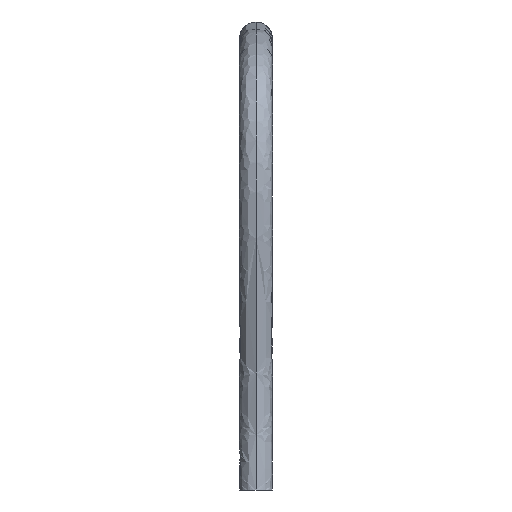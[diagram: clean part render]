
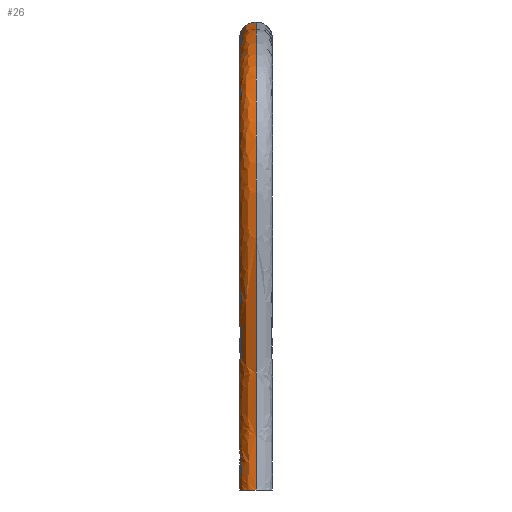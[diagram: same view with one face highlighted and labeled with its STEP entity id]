
A CAD part, left-side view. The second image highlights one B-rep face of the part: STEP entity #26.
In plain terms, the highlighted free-form (B-spline) face has degree [3, 3] with [8, 11] control points.
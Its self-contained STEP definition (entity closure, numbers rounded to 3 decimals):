
#26=ADVANCED_FACE($,(#30),#58,.T.);
#30=FACE_OUTER_BOUND($,#34,.T.);
#34=EDGE_LOOP($,(#40,#41,#42,#43));
#40=ORIENTED_EDGE($,*,*,#51,.T.);
#41=ORIENTED_EDGE($,*,*,#48,.F.);
#42=ORIENTED_EDGE($,*,*,#50,.F.);
#43=ORIENTED_EDGE($,*,*,#53,.F.);
#48=EDGE_CURVE($,#54,#57,#62,.T.);
#50=EDGE_CURVE($,#55,#54,#64,.T.);
#51=EDGE_CURVE($,#56,#57,#65,.T.);
#53=EDGE_CURVE($,#56,#55,#67,.T.);
#54=VERTEX_POINT($,#330);
#55=VERTEX_POINT($,#331);
#56=VERTEX_POINT($,#332);
#57=VERTEX_POINT($,#333);
#58=B_SPLINE_SURFACE_WITH_KNOTS($,3,3,((#154,#155,#156,#157,#158,#159,#160,
#161,#162,#163,#164),(#165,#166,#167,#168,#169,#170,#171,#172,#173,#174,
#175),(#176,#177,#178,#179,#180,#181,#182,#183,#184,#185,#186),(#187,#188,
#189,#190,#191,#192,#193,#194,#195,#196,#197),(#198,#199,#200,#201,#202,
#203,#204,#205,#206,#207,#208),(#209,#210,#211,#212,#213,#214,#215,#216,
#217,#218,#219),(#220,#221,#222,#223,#224,#225,#226,#227,#228,#229,#230),
(#231,#232,#233,#234,#235,#236,#237,#238,#239,#240,#241)),.UNSPECIFIED.,
.F.,.F.,.F.,(4,1,1,1,1,4),(4,1,1,1,1,1,1,1,4),(0.,1.,2.,3.,4.,5.),(0.,1.414,
3.461,7.093,10.563,13.384,16.729,
18.776,20.19),.UNSPECIFIED.);
#62=B_SPLINE_CURVE_WITH_KNOTS($,3,(#98,#99,#100,#101,#102,#103,#104,#105),
.UNSPECIFIED.,.F.,.F.,(4,1,1,1,1,4),(0.,1.,2.,3.,4.,5.),.UNSPECIFIED.);
#64=B_SPLINE_CURVE_WITH_KNOTS($,3,(#114,#115,#116,#117,#118,#119,#120,#121,
#122,#123,#124),.UNSPECIFIED.,.F.,.F.,(4,1,1,1,1,1,1,1,4),(0.,1.414,
3.461,7.093,10.563,13.384,16.729,
18.776,20.19),.UNSPECIFIED.);
#65=B_SPLINE_CURVE_WITH_KNOTS($,3,(#125,#126,#127,#128,#129,#130,#131,#132,
#133,#134,#135),.UNSPECIFIED.,.F.,.F.,(4,1,1,1,1,1,1,1,4),(0.,1.414,
3.461,7.093,10.563,13.384,16.729,
18.776,20.19),.UNSPECIFIED.);
#67=B_SPLINE_CURVE_WITH_KNOTS($,3,(#144,#145,#146,#147,#148,#149,#150,#151),
.UNSPECIFIED.,.F.,.F.,(4,1,1,1,1,4),(-5.,-4.,-3.,-2.,-1.,0.),.UNSPECIFIED.);
#98=CARTESIAN_POINT($,(-0.25,0.,-3.));
#99=CARTESIAN_POINT($,(-0.25,0.052,-3.));
#100=CARTESIAN_POINT($,(-0.216,0.157,-3.));
#101=CARTESIAN_POINT($,(-0.084,0.253,-3.));
#102=CARTESIAN_POINT($,(0.081,0.255,-3.));
#103=CARTESIAN_POINT($,(0.216,0.157,-3.));
#104=CARTESIAN_POINT($,(0.25,0.052,-3.));
#105=CARTESIAN_POINT($,(0.25,0.,-3.));
#114=CARTESIAN_POINT($,(44.25,0.,-3.));
#115=CARTESIAN_POINT($,(44.254,0.,-2.341));
#116=CARTESIAN_POINT($,(43.967,0.,-1.13));
#117=CARTESIAN_POINT($,(46.21,0.,5.66));
#118=CARTESIAN_POINT($,(30.106,0.,2.437));
#119=CARTESIAN_POINT($,(18.931,0.,3.589));
#120=CARTESIAN_POINT($,(11.884,0.,2.623));
#121=CARTESIAN_POINT($,(-2.189,0.,5.456));
#122=CARTESIAN_POINT($,(0.044,0.,-1.14));
#123=CARTESIAN_POINT($,(-0.254,0.,-2.341));
#124=CARTESIAN_POINT($,(-0.25,0.,-3.));
#125=CARTESIAN_POINT($,(43.75,0.,-3.));
#126=CARTESIAN_POINT($,(43.746,0.,-2.321));
#127=CARTESIAN_POINT($,(43.446,0.,-1.06));
#128=CARTESIAN_POINT($,(45.888,0.,5.089));
#129=CARTESIAN_POINT($,(30.199,0.,1.961));
#130=CARTESIAN_POINT($,(18.938,0.,3.08));
#131=CARTESIAN_POINT($,(11.801,0.,2.137));
#132=CARTESIAN_POINT($,(-1.851,0.,4.908));
#133=CARTESIAN_POINT($,(0.563,0.,-1.07));
#134=CARTESIAN_POINT($,(0.254,0.,-2.321));
#135=CARTESIAN_POINT($,(0.25,0.,-3.));
#144=CARTESIAN_POINT($,(43.75,0.,-3.));
#145=CARTESIAN_POINT($,(43.75,0.052,-3.));
#146=CARTESIAN_POINT($,(43.784,0.157,-3.));
#147=CARTESIAN_POINT($,(43.919,0.255,-3.));
#148=CARTESIAN_POINT($,(44.084,0.253,-3.));
#149=CARTESIAN_POINT($,(44.216,0.157,-3.));
#150=CARTESIAN_POINT($,(44.25,0.052,-3.));
#151=CARTESIAN_POINT($,(44.25,0.,-3.));
#154=CARTESIAN_POINT($,(44.25,0.,-3.));
#155=CARTESIAN_POINT($,(44.254,0.,-2.341));
#156=CARTESIAN_POINT($,(43.967,0.,-1.13));
#157=CARTESIAN_POINT($,(46.21,0.,5.66));
#158=CARTESIAN_POINT($,(30.106,0.,2.437));
#159=CARTESIAN_POINT($,(18.931,0.,3.589));
#160=CARTESIAN_POINT($,(11.884,0.,2.623));
#161=CARTESIAN_POINT($,(-2.189,0.,5.456));
#162=CARTESIAN_POINT($,(0.044,0.,-1.14));
#163=CARTESIAN_POINT($,(-0.254,0.,-2.341));
#164=CARTESIAN_POINT($,(-0.25,0.,-3.));
#165=CARTESIAN_POINT($,(44.25,0.052,-3.));
#166=CARTESIAN_POINT($,(44.254,0.052,-2.341));
#167=CARTESIAN_POINT($,(43.967,0.052,-1.13));
#168=CARTESIAN_POINT($,(46.21,0.052,5.66));
#169=CARTESIAN_POINT($,(30.106,0.052,2.437));
#170=CARTESIAN_POINT($,(18.931,0.052,3.589));
#171=CARTESIAN_POINT($,(11.884,0.052,2.623));
#172=CARTESIAN_POINT($,(-2.189,0.052,5.456));
#173=CARTESIAN_POINT($,(0.044,0.052,-1.14));
#174=CARTESIAN_POINT($,(-0.254,0.052,-2.341));
#175=CARTESIAN_POINT($,(-0.25,0.052,-3.));
#176=CARTESIAN_POINT($,(44.216,0.157,-3.));
#177=CARTESIAN_POINT($,(44.219,0.157,-2.339));
#178=CARTESIAN_POINT($,(43.931,0.157,-1.125));
#179=CARTESIAN_POINT($,(46.188,0.157,5.621));
#180=CARTESIAN_POINT($,(30.113,0.157,2.404));
#181=CARTESIAN_POINT($,(18.932,0.157,3.554));
#182=CARTESIAN_POINT($,(11.878,0.157,2.59));
#183=CARTESIAN_POINT($,(-2.166,0.157,5.418));
#184=CARTESIAN_POINT($,(0.079,0.157,-1.135));
#185=CARTESIAN_POINT($,(-0.219,0.157,-2.339));
#186=CARTESIAN_POINT($,(-0.216,0.157,-3.));
#187=CARTESIAN_POINT($,(44.084,0.253,-3.));
#188=CARTESIAN_POINT($,(44.085,0.253,-2.334));
#189=CARTESIAN_POINT($,(43.794,0.253,-1.106));
#190=CARTESIAN_POINT($,(46.103,0.253,5.47));
#191=CARTESIAN_POINT($,(30.137,0.253,2.279));
#192=CARTESIAN_POINT($,(18.934,0.253,3.42));
#193=CARTESIAN_POINT($,(11.856,0.253,2.462));
#194=CARTESIAN_POINT($,(-2.077,0.253,5.274));
#195=CARTESIAN_POINT($,(0.216,0.253,-1.117));
#196=CARTESIAN_POINT($,(-0.085,0.253,-2.334));
#197=CARTESIAN_POINT($,(-0.084,0.253,-3.));
#198=CARTESIAN_POINT($,(43.919,0.255,-3.));
#199=CARTESIAN_POINT($,(43.917,0.255,-2.328));
#200=CARTESIAN_POINT($,(43.622,0.255,-1.083));
#201=CARTESIAN_POINT($,(45.997,0.255,5.282));
#202=CARTESIAN_POINT($,(30.168,0.255,2.121));
#203=CARTESIAN_POINT($,(18.936,0.255,3.252));
#204=CARTESIAN_POINT($,(11.829,0.255,2.301));
#205=CARTESIAN_POINT($,(-1.965,0.255,5.093));
#206=CARTESIAN_POINT($,(0.388,0.255,-1.094));
#207=CARTESIAN_POINT($,(0.083,0.255,-2.328));
#208=CARTESIAN_POINT($,(0.081,0.255,-3.));
#209=CARTESIAN_POINT($,(43.784,0.157,-3.));
#210=CARTESIAN_POINT($,(43.78,0.157,-2.323));
#211=CARTESIAN_POINT($,(43.482,0.157,-1.064));
#212=CARTESIAN_POINT($,(45.91,0.157,5.128));
#213=CARTESIAN_POINT($,(30.193,0.157,1.993));
#214=CARTESIAN_POINT($,(18.938,0.157,3.115));
#215=CARTESIAN_POINT($,(11.806,0.157,2.17));
#216=CARTESIAN_POINT($,(-1.874,0.157,4.945));
#217=CARTESIAN_POINT($,(0.528,0.157,-1.075));
#218=CARTESIAN_POINT($,(0.22,0.157,-2.323));
#219=CARTESIAN_POINT($,(0.216,0.157,-3.));
#220=CARTESIAN_POINT($,(43.75,0.052,-3.));
#221=CARTESIAN_POINT($,(43.746,0.052,-2.321));
#222=CARTESIAN_POINT($,(43.446,0.052,-1.06));
#223=CARTESIAN_POINT($,(45.888,0.052,5.089));
#224=CARTESIAN_POINT($,(30.199,0.052,1.961));
#225=CARTESIAN_POINT($,(18.938,0.052,3.08));
#226=CARTESIAN_POINT($,(11.801,0.052,2.137));
#227=CARTESIAN_POINT($,(-1.851,0.052,4.908));
#228=CARTESIAN_POINT($,(0.563,0.052,-1.07));
#229=CARTESIAN_POINT($,(0.254,0.052,-2.321));
#230=CARTESIAN_POINT($,(0.25,0.052,-3.));
#231=CARTESIAN_POINT($,(43.75,0.,-3.));
#232=CARTESIAN_POINT($,(43.746,0.,-2.321));
#233=CARTESIAN_POINT($,(43.446,0.,-1.06));
#234=CARTESIAN_POINT($,(45.888,0.,5.089));
#235=CARTESIAN_POINT($,(30.199,0.,1.961));
#236=CARTESIAN_POINT($,(18.938,0.,3.08));
#237=CARTESIAN_POINT($,(11.801,0.,2.137));
#238=CARTESIAN_POINT($,(-1.851,0.,4.908));
#239=CARTESIAN_POINT($,(0.563,0.,-1.07));
#240=CARTESIAN_POINT($,(0.254,0.,-2.321));
#241=CARTESIAN_POINT($,(0.25,0.,-3.));
#330=CARTESIAN_POINT($,(-0.25,0.,-3.));
#331=CARTESIAN_POINT($,(44.25,0.,-3.));
#332=CARTESIAN_POINT($,(43.75,0.,-3.));
#333=CARTESIAN_POINT($,(0.25,0.,-3.));
